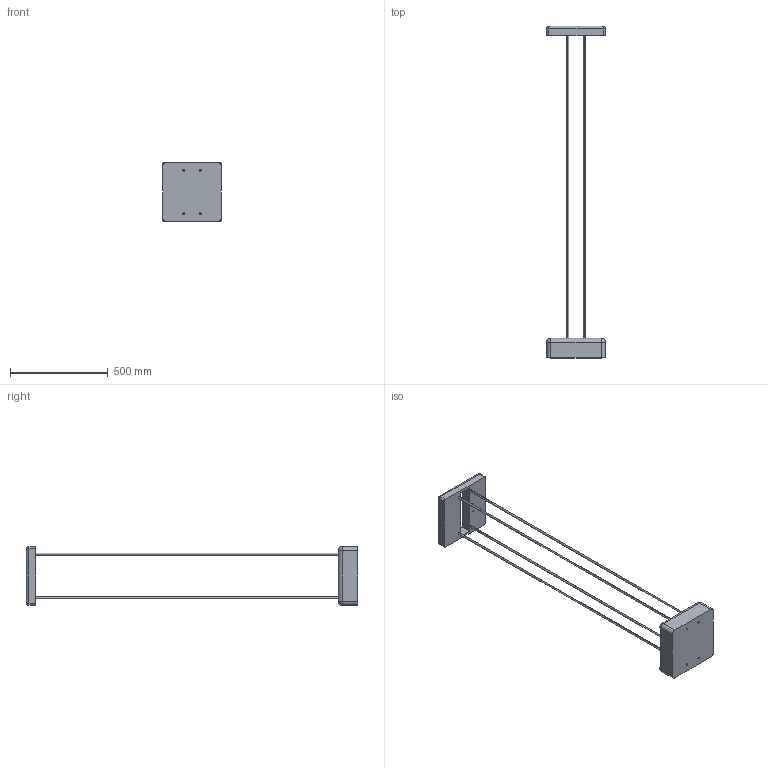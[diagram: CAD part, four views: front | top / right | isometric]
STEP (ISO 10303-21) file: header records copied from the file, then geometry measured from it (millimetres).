
FILE_DESCRIPTION (( 'STEP AP203' ), '1' );
FILE_NAME ('stand (1)_Default_sldprt.STEP', '2023-02-01T17:19:06', ( '' ), ( '' ), 'SwSTEP 2.0', 'SolidWorks 2022', '' );
FILE_SCHEMA (( 'CONFIG_CONTROL_DESIGN' ));
Length unit declared in the file: inch
Products named in the file (1): stand (1)_Default_sldprt
Bounding box: 300 x 1700 x 300 mm (x, y, z)
Volume: 12892655.1 mm3; surface area: 748137.7 mm2
Topology: 6 solids, 6 shells, 77 faces, 182 edges, 108 vertices
Faces by surface type: cylinder 44, plane 25, sphere 4, bspline 4
Entity records: 2541 total; most frequent: CARTESIAN_POINT 668, DIRECTION 398, ORIENTED_EDGE 348, EDGE_CURVE 174, AXIS2_PLACEMENT_3D 158, VERTEX_POINT 108, EDGE_LOOP 98, CIRCLE 84
